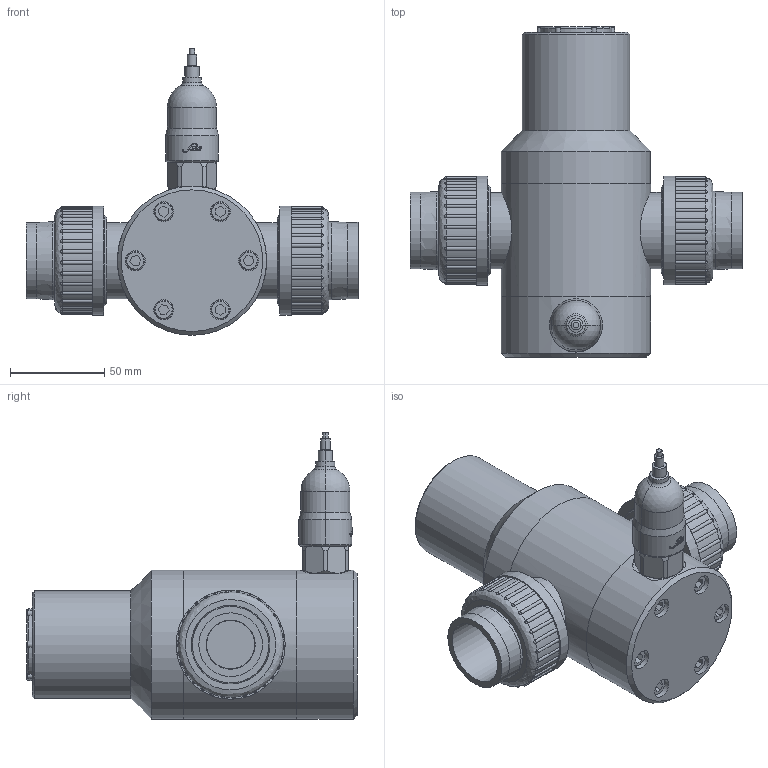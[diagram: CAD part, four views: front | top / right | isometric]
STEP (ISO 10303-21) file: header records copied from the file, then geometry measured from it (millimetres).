
FILE_DESCRIPTION (( 'STEP AP214' ), '1' );
FILE_NAME ('32-1162-0X-NC.step', '2019-11-05T09:19:29', ( '' ), ( '' ), 'SwSTEP 2.0', 'SolidWorks 2020', '' );
FILE_SCHEMA (( 'AUTOMOTIVE_DESIGN' ));
Length unit declared in the file: millimetre
Products named in the file (11): 32mm; NC Small; 729511108_03; 32mm union stub; Switch Boot; Body detail_32mm or 1; M6 x 30 socket cap screw; PVC Bonnet all size_32mm PVC-304; 32-1162-0X-NC; 32 + 40mm Dust Cap; 729511108_01
Assembly tree (18 placements, depth 2):
  32-1162-0X-NC
    Body detail_32mm or 1
    PVC Bonnet all size_32mm PVC-304
    32mm union stub  x2
    729511108_01  x2
    729511108_03  x2
    32 + 40mm Dust Cap
    32mm
    M6 x 30 socket cap screw  x6
    Switch Boot
    NC Small
Bounding box: 175.76 x 174.9 x 151.72 mm (x, y, z)
Volume: 830715.4 mm3; surface area: 162468 mm2
Topology: 18 solids, 18 shells, 562 faces, 1339 edges, 833 vertices
Faces by surface type: cylinder 279, plane 156, bspline 64, cone 36, torus 23, sphere 4
Full cylindrical faces by diameter (mm): 5.2 x1, 6 x6, 10 x6, 10.5 x6, 21 x1, 24 x1, 25.5 x2, 26 x2, 30.8 x2, 33.7 x2, 38.8 x2, 40.35 x4, 40.5 x2, 41.5 x2, 41.6 x2, 44.7 x4, 46.847 x2, 47.803 x2, 57 x1, 57.8 x2, 79 x3
Entity records: 17648 total; most frequent: CARTESIAN_POINT 9222, DIRECTION 1635, ORIENTED_EDGE 1632, EDGE_CURVE 816, AXIS2_PLACEMENT_3D 701, VERTEX_POINT 531, EDGE_LOOP 449, FACE_OUTER_BOUND 408
